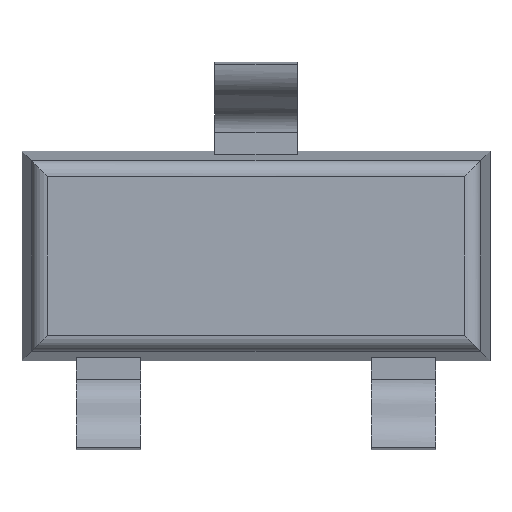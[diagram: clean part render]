
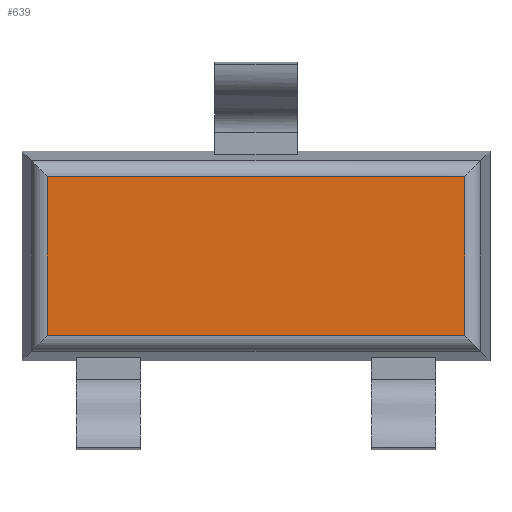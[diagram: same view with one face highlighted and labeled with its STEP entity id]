
A CAD part, front view. The second image highlights one B-rep face of the part: STEP entity #639.
In plain terms, the highlighted planar face has unit normal (0, -1, 0).
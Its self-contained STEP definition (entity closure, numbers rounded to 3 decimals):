
#41=PLANE('',#702);
#73=FACE_OUTER_BOUND('',#115,.T.);
#115=EDGE_LOOP('',(#469,#470,#471,#472));
#159=LINE('',#900,#229);
#161=LINE('',#908,#231);
#164=LINE('',#917,#234);
#165=LINE('',#919,#235);
#229=VECTOR('',#740,10.);
#231=VECTOR('',#748,10.);
#234=VECTOR('',#757,10.);
#235=VECTOR('',#760,10.);
#299=VERTEX_POINT('',#898);
#300=VERTEX_POINT('',#899);
#303=VERTEX_POINT('',#907);
#306=VERTEX_POINT('',#915);
#355=EDGE_CURVE('',#299,#300,#159,.T.);
#359=EDGE_CURVE('',#300,#303,#161,.T.);
#364=EDGE_CURVE('',#306,#299,#164,.T.);
#365=EDGE_CURVE('',#303,#306,#165,.T.);
#469=ORIENTED_EDGE('',*,*,#355,.F.);
#470=ORIENTED_EDGE('',*,*,#364,.F.);
#471=ORIENTED_EDGE('',*,*,#365,.F.);
#472=ORIENTED_EDGE('',*,*,#359,.F.);
#639=ADVANCED_FACE('',(#73),#41,.F.);
#702=AXIS2_PLACEMENT_3D('',#931,#771,#772);
#740=DIRECTION('',(-1.,0.,0.));
#748=DIRECTION('',(0.,0.,1.));
#757=DIRECTION('',(0.,0.,-1.));
#760=DIRECTION('',(1.,0.,0.));
#771=DIRECTION('center_axis',(0.,1.,0.));
#772=DIRECTION('ref_axis',(0.,0.,1.));
#898=CARTESIAN_POINT('',(1.292,0.,-0.492));
#899=CARTESIAN_POINT('',(-1.292,0.,-0.492));
#900=CARTESIAN_POINT('',(-0.725,0.,-0.492));
#907=CARTESIAN_POINT('',(-1.292,0.,0.492));
#908=CARTESIAN_POINT('',(-1.292,0.,0.325));
#915=CARTESIAN_POINT('',(1.292,0.,0.492));
#917=CARTESIAN_POINT('',(1.292,0.,-0.325));
#919=CARTESIAN_POINT('',(0.725,0.,0.492));
#931=CARTESIAN_POINT('Origin',(0.,0.,0.));
